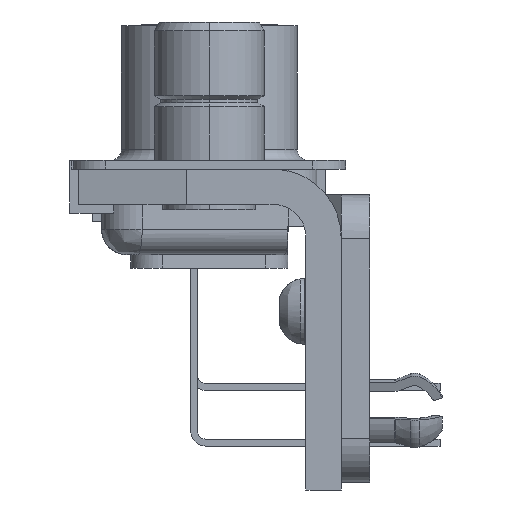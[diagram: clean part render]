
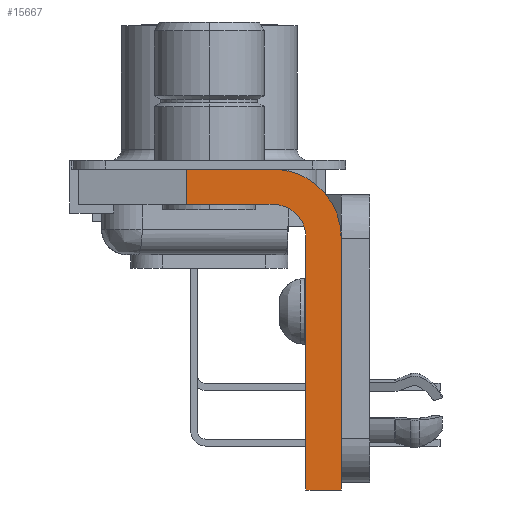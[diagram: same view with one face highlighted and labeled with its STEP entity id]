
A CAD part, left-side view. The second image highlights one B-rep face of the part: STEP entity #15667.
In plain terms, the highlighted planar face has unit normal (-1, 0, 0).
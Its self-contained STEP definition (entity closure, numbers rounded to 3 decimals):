
#1727=DIRECTION('',(0.,0.,-1.));
#1728=VECTOR('',#1727,1.6);
#1729=CARTESIAN_POINT('',(-19.71,1.05,-6.53));
#1730=LINE('',#1729,#1728);
#1731=DIRECTION('',(0.,-1.,0.));
#1732=VECTOR('',#1731,3.95);
#1733=CARTESIAN_POINT('',(-19.71,1.05,-6.53));
#1734=LINE('',#1733,#1732);
#1735=CARTESIAN_POINT('',(-19.71,-2.9,-9.63));
#1736=DIRECTION('',(1.,0.,0.));
#1737=DIRECTION('',(0.,0.,1.));
#1738=AXIS2_PLACEMENT_3D('',#1735,#1736,#1737);
#1740=DIRECTION('',(0.,0.,-1.));
#1741=VECTOR('',#1740,11.5);
#1742=CARTESIAN_POINT('',(-19.71,-6.,-9.63));
#1743=LINE('',#1742,#1741);
#1744=DIRECTION('',(0.,1.,0.));
#1745=VECTOR('',#1744,1.6);
#1746=CARTESIAN_POINT('',(-19.71,-6.,-21.13));
#1747=LINE('',#1746,#1745);
#1748=DIRECTION('',(0.,0.,1.));
#1749=VECTOR('',#1748,11.5);
#1750=CARTESIAN_POINT('',(-19.71,-4.4,-21.13));
#1751=LINE('',#1750,#1749);
#1752=CARTESIAN_POINT('',(-19.71,-2.9,-9.63));
#1753=DIRECTION('',(-1.,0.,0.));
#1754=DIRECTION('',(0.,-1.,0.));
#1755=AXIS2_PLACEMENT_3D('',#1752,#1753,#1754);
#1757=DIRECTION('',(0.,1.,0.));
#1758=VECTOR('',#1757,3.95);
#1759=CARTESIAN_POINT('',(-19.71,-2.9,-8.13));
#1760=LINE('',#1759,#1758);
#11354=CARTESIAN_POINT('',(-19.71,-6.,-21.13));
#11355=CARTESIAN_POINT('',(-19.71,-4.4,-21.13));
#11356=VERTEX_POINT('',#11354);
#11357=VERTEX_POINT('',#11355);
#11358=CARTESIAN_POINT('',(-19.71,-4.4,-9.63));
#11359=VERTEX_POINT('',#11358);
#11360=CARTESIAN_POINT('',(-19.71,-2.9,-8.13));
#11361=VERTEX_POINT('',#11360);
#11362=CARTESIAN_POINT('',(-19.71,-2.9,-6.53));
#11363=CARTESIAN_POINT('',(-19.71,-6.,-9.63));
#11364=VERTEX_POINT('',#11362);
#11365=VERTEX_POINT('',#11363);
#12232=CARTESIAN_POINT('',(-19.71,1.05,-6.53));
#12233=CARTESIAN_POINT('',(-19.71,1.05,-8.13));
#12234=VERTEX_POINT('',#12232);
#12235=VERTEX_POINT('',#12233);
#15645=CARTESIAN_POINT('',(-19.71,0.,0.));
#15646=DIRECTION('',(1.,0.,0.));
#15647=DIRECTION('',(0.,0.,-1.));
#15648=AXIS2_PLACEMENT_3D('',#15645,#15646,#15647);
#15649=PLANE('',#15648);
#15651=ORIENTED_EDGE('',*,*,#15650,.F.);
#15653=ORIENTED_EDGE('',*,*,#15652,.T.);
#15655=ORIENTED_EDGE('',*,*,#15654,.T.);
#15657=ORIENTED_EDGE('',*,*,#15656,.T.);
#15659=ORIENTED_EDGE('',*,*,#15658,.T.);
#15660=ORIENTED_EDGE('',*,*,#15584,.T.);
#15662=ORIENTED_EDGE('',*,*,#15661,.T.);
#15664=ORIENTED_EDGE('',*,*,#15663,.T.);
#15665=EDGE_LOOP('',(#15651,#15653,#15655,#15657,#15659,#15660,#15662,#15664));
#15666=FACE_OUTER_BOUND('',#15665,.F.);
#1739=CIRCLE('',#1738,3.1);
#1756=CIRCLE('',#1755,1.5);
#15584=EDGE_CURVE('',#11357,#11359,#1751,.T.);
#15650=EDGE_CURVE('',#12234,#12235,#1730,.T.);
#15652=EDGE_CURVE('',#12234,#11364,#1734,.T.);
#15654=EDGE_CURVE('',#11364,#11365,#1739,.T.);
#15656=EDGE_CURVE('',#11365,#11356,#1743,.T.);
#15658=EDGE_CURVE('',#11356,#11357,#1747,.T.);
#15661=EDGE_CURVE('',#11359,#11361,#1756,.T.);
#15663=EDGE_CURVE('',#11361,#12235,#1760,.T.);
#15667=ADVANCED_FACE('',(#15666),#15649,.F.);
